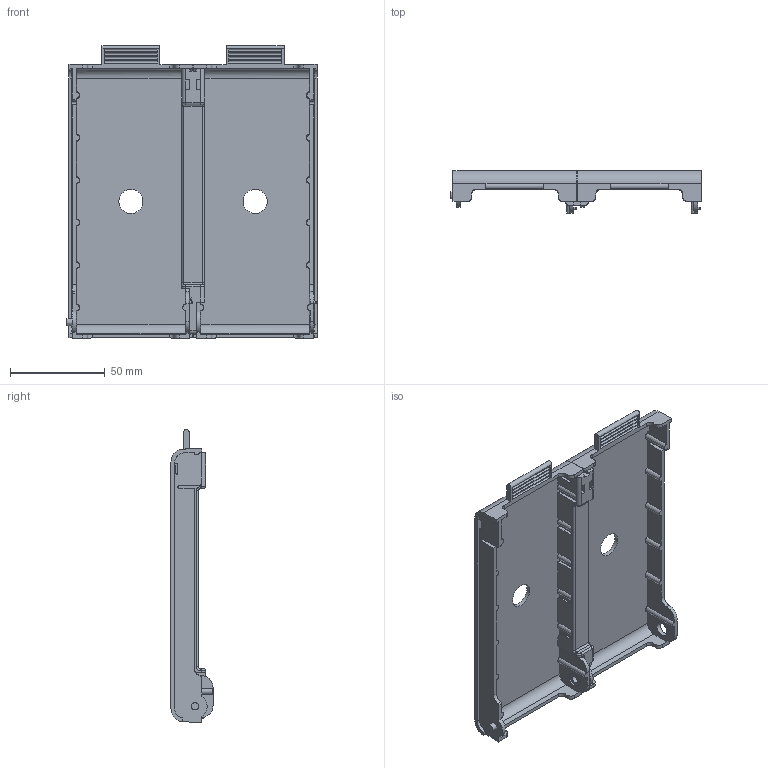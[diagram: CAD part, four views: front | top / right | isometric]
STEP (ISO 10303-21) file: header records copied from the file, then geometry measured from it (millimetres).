
FILE_DESCRIPTION (( 'STEP AP214' ), '1' );
FILE_NAME ('702045.STEP', '2018-05-04T14:57:19', ( '' ), ( '' ), 'SwSTEP 2.0', 'SolidWorks 2017', '' );
FILE_SCHEMA (( 'AUTOMOTIVE_DESIGN' ));
Length unit declared in the file: inch
Products named in the file (1): 702045
Bounding box: 131.78 x 22.2 x 154.21 mm (x, y, z)
Surface area: 64949.4 mm2 (no closed solid volume)
Topology: 0 solids, 5 shells, 348 faces, 1193 edges, 831 vertices
Faces by surface type: plane 207, cylinder 107, cone 24, torus 6, bspline 4
Full cylindrical faces by diameter (mm): 1.27 x2, 3.81 x1, 4 x1, 6.8 x1, 7.366 x2, 12.7 x2
Entity records: 17491 total; most frequent: CARTESIAN_POINT 3270, ORIENTED_EDGE 2022, DIRECTION 1840, EDGE_CURVE 1174, VERTEX_POINT 823, VECTOR 774, LINE 774, AXIS2_PLACEMENT_3D 533
